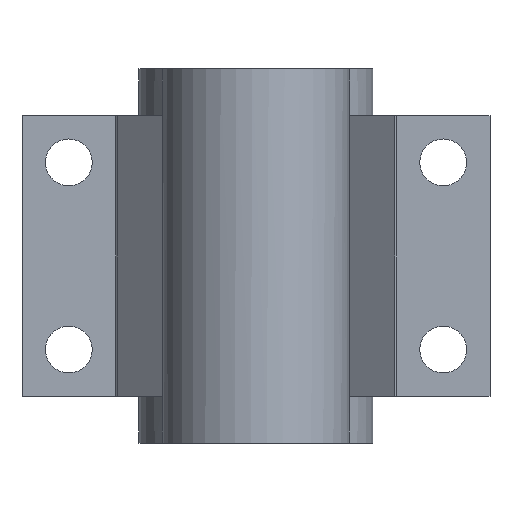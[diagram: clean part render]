
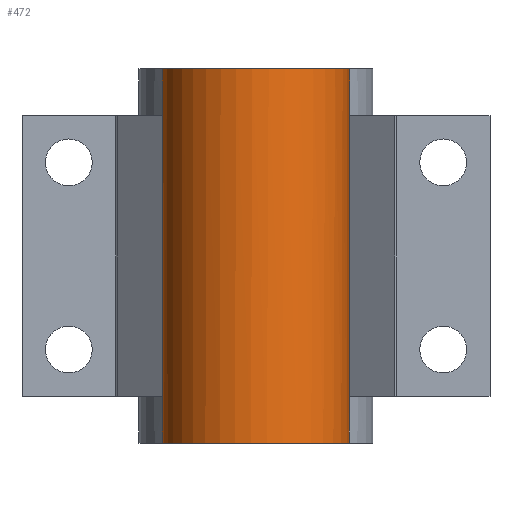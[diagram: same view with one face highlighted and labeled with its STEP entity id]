
A CAD part, front view. The second image highlights one B-rep face of the part: STEP entity #472.
In plain terms, the highlighted cylindrical face has radius 10 mm (diameter 20 mm), a full revolution.
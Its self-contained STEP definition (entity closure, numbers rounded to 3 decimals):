
#68=CARTESIAN_POINT('',(9.993,-130.185,35.));
#69=VERTEX_POINT('',#68);
#76=CARTESIAN_POINT('',(9.993,-130.185,5.));
#77=VERTEX_POINT('',#76);
#78=CARTESIAN_POINT('',(9.993,-130.185,35.));
#79=DIRECTION('',(0.,0.,-1.));
#80=VECTOR('',#79,30.);
#81=LINE('',#78,#80);
#82=EDGE_CURVE('',#69,#77,#81,.T.);
#141=CARTESIAN_POINT('',(-9.993,-130.185,5.));
#142=VERTEX_POINT('',#141);
#149=CARTESIAN_POINT('',(-9.993,-130.185,35.));
#150=VERTEX_POINT('',#149);
#151=CARTESIAN_POINT('',(-9.993,-130.185,5.));
#152=DIRECTION('',(0.,0.,1.));
#153=VECTOR('',#152,30.);
#154=LINE('',#151,#153);
#155=EDGE_CURVE('',#142,#150,#154,.T.);
#181=CARTESIAN_POINT('',(-5.33,-121.339,29.));
#182=VERTEX_POINT('',#181);
#283=CARTESIAN_POINT('',(5.33,-121.339,29.));
#284=VERTEX_POINT('',#283);
#327=CARTESIAN_POINT('',(0.,-129.8,29.));
#328=DIRECTION('',(-0.533,0.846,0.));
#329=DIRECTION('',(0.,-0.,-1.));
#330=AXIS2_PLACEMENT_3D('',#327,#329,#328);
#331=CIRCLE('',#330,10.);
#332=EDGE_CURVE('',#182,#284,#331,.T.);
#346=CARTESIAN_POINT('',(0.,-129.8,0.));
#347=DIRECTION('',(-0.885,-0.466,0.));
#348=DIRECTION('',(0.,0.,1.));
#349=AXIS2_PLACEMENT_3D('',#346,#348,#347);
#350=CYLINDRICAL_SURFACE('',#349,10.);
#351=CARTESIAN_POINT('',(-9.993,-130.185,0.));
#352=VERTEX_POINT('',#351);
#353=CARTESIAN_POINT('',(-8.846,-134.463,0.));
#354=VERTEX_POINT('',#353);
#355=CARTESIAN_POINT('',(0.,-129.8,0.));
#356=DIRECTION('',(-0.999,-0.039,0.));
#357=DIRECTION('',(-0.,0.,1.));
#358=AXIS2_PLACEMENT_3D('',#355,#357,#356);
#359=CIRCLE('',#358,10.);
#360=EDGE_CURVE('',#352,#354,#359,.T.);
#361=ORIENTED_EDGE('E36',*,*,#360,.T.);
#362=CARTESIAN_POINT('',(-8.846,-134.463,40.));
#363=VERTEX_POINT('',#362);
#364=CARTESIAN_POINT('',(-8.846,-134.463,0.));
#365=DIRECTION('',(0.,0.,1.));
#366=VECTOR('',#365,40.);
#367=LINE('',#364,#366);
#368=EDGE_CURVE('',#354,#363,#367,.T.);
#369=ORIENTED_EDGE('E37',*,*,#368,.T.);
#370=CARTESIAN_POINT('',(9.993,-130.185,40.));
#371=VERTEX_POINT('',#370);
#372=CARTESIAN_POINT('',(0.,-129.8,40.));
#373=DIRECTION('',(-0.885,-0.466,0.));
#374=DIRECTION('',(0.,0.,-1.));
#375=AXIS2_PLACEMENT_3D('',#372,#374,#373);
#376=CIRCLE('',#375,10.);
#377=EDGE_CURVE('',#363,#371,#376,.T.);
#378=ORIENTED_EDGE('E38',*,*,#377,.T.);
#379=CARTESIAN_POINT('',(0.,-129.8,40.));
#380=DIRECTION('',(0.999,-0.039,0.));
#381=DIRECTION('',(-0.,0.,-1.));
#382=AXIS2_PLACEMENT_3D('',#379,#381,#380);
#383=CIRCLE('',#382,10.);
#384=EDGE_CURVE('',#371,#363,#383,.T.);
#385=ORIENTED_EDGE('E39',*,*,#384,.T.);
#386=ORIENTED_EDGE('E39',*,*,#368,.F.);
#387=CARTESIAN_POINT('',(0.,-129.8,0.));
#388=DIRECTION('',(-0.885,-0.466,0.));
#389=DIRECTION('',(0.,0.,1.));
#390=AXIS2_PLACEMENT_3D('',#387,#389,#388);
#391=CIRCLE('',#390,10.);
#392=EDGE_CURVE('',#354,#352,#391,.T.);
#393=ORIENTED_EDGE('E40',*,*,#392,.T.);
#394=EDGE_LOOP('',(#361,#369,#378,#385,#386,#393));
#395=FACE_OUTER_BOUND('',#394,.T.);
#396=ORIENTED_EDGE('',*,*,#332,.F.);
#397=CARTESIAN_POINT('',(-5.33,-121.339,35.));
#398=VERTEX_POINT('',#397);
#399=CARTESIAN_POINT('',(-5.33,-121.339,29.));
#400=DIRECTION('',(0.,0.,1.));
#401=VECTOR('',#400,6.);
#402=LINE('',#399,#401);
#403=EDGE_CURVE('',#182,#398,#402,.T.);
#404=ORIENTED_EDGE('E27',*,*,#403,.T.);
#405=CARTESIAN_POINT('',(0.,-129.8,35.));
#406=DIRECTION('',(-0.533,0.846,0.));
#407=DIRECTION('',(0.,0.,1.));
#408=AXIS2_PLACEMENT_3D('',#405,#407,#406);
#409=CIRCLE('',#408,10.);
#410=EDGE_CURVE('',#398,#150,#409,.T.);
#411=ORIENTED_EDGE('E28',*,*,#410,.T.);
#412=ORIENTED_EDGE('E28',*,*,#155,.F.);
#413=CARTESIAN_POINT('',(-5.33,-121.339,5.));
#414=VERTEX_POINT('',#413);
#415=CARTESIAN_POINT('',(0.,-129.8,5.));
#416=DIRECTION('',(-0.999,-0.039,0.));
#417=DIRECTION('',(0.,0.,-1.));
#418=AXIS2_PLACEMENT_3D('',#415,#417,#416);
#419=CIRCLE('',#418,10.);
#420=EDGE_CURVE('',#142,#414,#419,.T.);
#421=ORIENTED_EDGE('E29',*,*,#420,.T.);
#422=CARTESIAN_POINT('',(-5.33,-121.339,11.));
#423=VERTEX_POINT('',#422);
#424=CARTESIAN_POINT('',(-5.33,-121.339,5.));
#425=DIRECTION('',(0.,0.,1.));
#426=VECTOR('',#425,6.);
#427=LINE('',#424,#426);
#428=EDGE_CURVE('',#414,#423,#427,.T.);
#429=ORIENTED_EDGE('E30',*,*,#428,.T.);
#430=CARTESIAN_POINT('',(5.33,-121.339,11.));
#431=VERTEX_POINT('',#430);
#432=CARTESIAN_POINT('',(0.,-129.8,11.));
#433=DIRECTION('',(-0.533,0.846,0.));
#434=DIRECTION('',(0.,0.,-1.));
#435=AXIS2_PLACEMENT_3D('',#432,#434,#433);
#436=CIRCLE('',#435,10.);
#437=EDGE_CURVE('',#423,#431,#436,.T.);
#438=ORIENTED_EDGE('E31',*,*,#437,.T.);
#439=CARTESIAN_POINT('',(5.33,-121.339,5.));
#440=VERTEX_POINT('',#439);
#441=CARTESIAN_POINT('',(5.33,-121.339,11.));
#442=DIRECTION('',(0.,0.,-1.));
#443=VECTOR('',#442,6.);
#444=LINE('',#441,#443);
#445=EDGE_CURVE('',#431,#440,#444,.T.);
#446=ORIENTED_EDGE('E32',*,*,#445,.T.);
#447=CARTESIAN_POINT('',(0.,-129.8,5.));
#448=DIRECTION('',(0.533,0.846,0.));
#449=DIRECTION('',(0.,0.,-1.));
#450=AXIS2_PLACEMENT_3D('',#447,#449,#448);
#451=CIRCLE('',#450,10.);
#452=EDGE_CURVE('',#440,#77,#451,.T.);
#453=ORIENTED_EDGE('E33',*,*,#452,.T.);
#454=ORIENTED_EDGE('E33',*,*,#82,.F.);
#455=CARTESIAN_POINT('',(5.33,-121.339,35.));
#456=VERTEX_POINT('',#455);
#457=CARTESIAN_POINT('',(0.,-129.8,35.));
#458=DIRECTION('',(0.999,-0.039,0.));
#459=DIRECTION('',(0.,0.,1.));
#460=AXIS2_PLACEMENT_3D('',#457,#459,#458);
#461=CIRCLE('',#460,10.);
#462=EDGE_CURVE('',#69,#456,#461,.T.);
#463=ORIENTED_EDGE('E34',*,*,#462,.T.);
#464=CARTESIAN_POINT('',(5.33,-121.339,35.));
#465=DIRECTION('',(0.,0.,-1.));
#466=VECTOR('',#465,6.);
#467=LINE('',#464,#466);
#468=EDGE_CURVE('',#456,#284,#467,.T.);
#469=ORIENTED_EDGE('E35',*,*,#468,.T.);
#470=EDGE_LOOP('',(#396,#404,#411,#412,#421,#429,#438,#446,#453,#454,#463,#469));
#471=FACE_BOUND('',#470,.T.);
#472=ADVANCED_FACE('F9',(#395,#471),#350,.T.);
